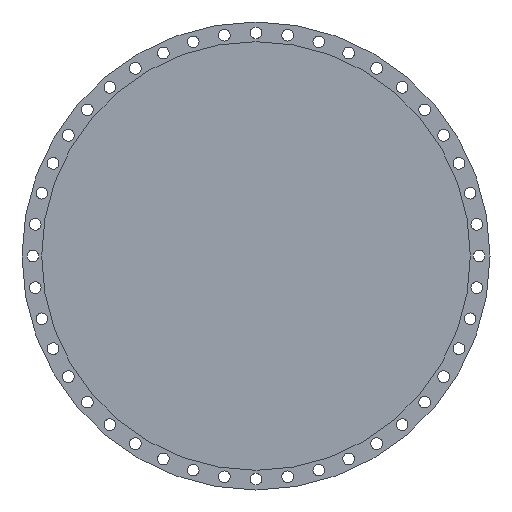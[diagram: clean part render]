
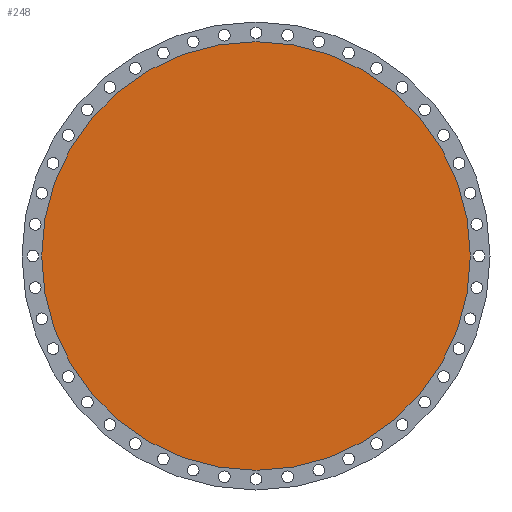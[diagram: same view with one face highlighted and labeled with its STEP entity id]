
A CAD part, left-side view. The second image highlights one B-rep face of the part: STEP entity #248.
In plain terms, the highlighted planar face has unit normal (-1, 0, 0).
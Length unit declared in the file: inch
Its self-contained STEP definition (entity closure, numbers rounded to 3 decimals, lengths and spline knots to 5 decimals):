
#155 = EDGE_CURVE ( 'NONE', #1982, #2293, #3317, .T. ) ;
#176 = PLANE ( 'NONE',  #2301 ) ;
#248 = ADVANCED_FACE ( 'NONE', ( #1834 ), #176, .T. ) ;
#919 = CARTESIAN_POINT ( 'NONE',  ( 0., 0., 0. ) ) ;
#1339 = AXIS2_PLACEMENT_3D ( 'NONE', #1440, #2794, #2250 ) ;
#1410 = EDGE_CURVE ( 'NONE', #2293, #1982, #2872, .T. ) ;
#1440 = CARTESIAN_POINT ( 'NONE',  ( 0., 0., 0. ) ) ;
#1457 = CARTESIAN_POINT ( 'NONE',  ( 0., 0., 16. ) ) ;
#1498 = AXIS2_PLACEMENT_3D ( 'NONE', #919, #2792, #3065 ) ;
#1583 = ORIENTED_EDGE ( 'NONE', *, *, #155, .T. ) ;
#1608 = ORIENTED_EDGE ( 'NONE', *, *, #1410, .T. ) ;
#1834 = FACE_OUTER_BOUND ( 'NONE', #3396, .T. ) ;
#1982 = VERTEX_POINT ( 'NONE', #1457 ) ;
#2063 = DIRECTION ( 'NONE',  ( 0., 0., 1. ) ) ;
#2250 = DIRECTION ( 'NONE',  ( 0., 0., 1. ) ) ;
#2293 = VERTEX_POINT ( 'NONE', #3246 ) ;
#2301 = AXIS2_PLACEMENT_3D ( 'NONE', #2918, #2337, #2063 ) ;
#2337 = DIRECTION ( 'NONE',  ( -1., 0., 0. ) ) ;
#2792 = DIRECTION ( 'NONE',  ( -1., 0., 0. ) ) ;
#2794 = DIRECTION ( 'NONE',  ( -1., 0., 0. ) ) ;
#2872 = CIRCLE ( 'NONE', #1339, 16. ) ;
#2918 = CARTESIAN_POINT ( 'NONE',  ( 0., 0., 0. ) ) ;
#3065 = DIRECTION ( 'NONE',  ( 0., 0., 1. ) ) ;
#3246 = CARTESIAN_POINT ( 'NONE',  ( 0., 0., -16. ) ) ;
#3317 = CIRCLE ( 'NONE', #1498, 16. ) ;
#3396 = EDGE_LOOP ( 'NONE', ( #1583, #1608 ) ) ;
